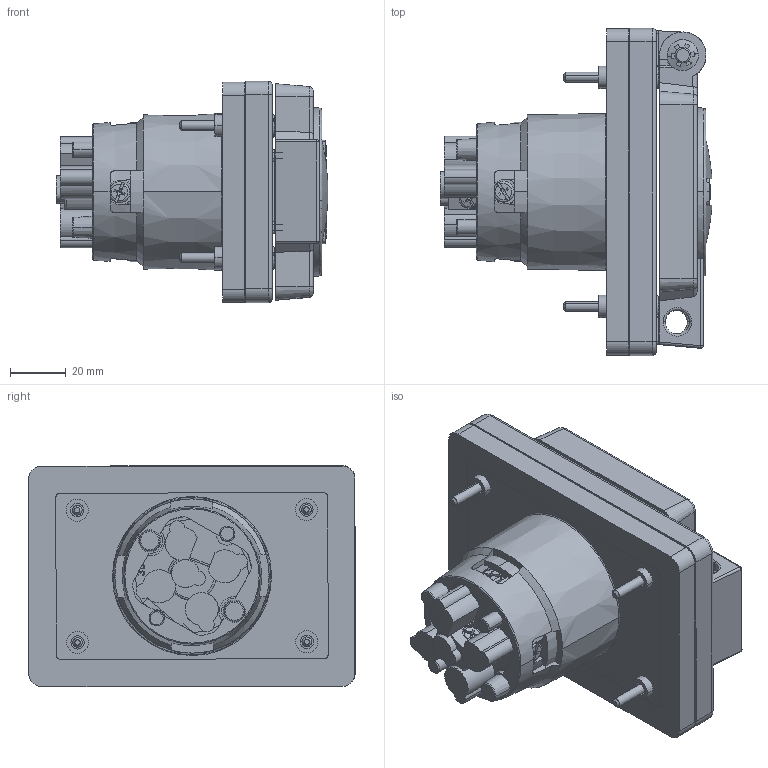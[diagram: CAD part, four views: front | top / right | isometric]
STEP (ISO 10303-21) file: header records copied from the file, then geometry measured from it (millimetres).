
FILE_DESCRIPTION (( 'STEP AP214' ), '1' );
FILE_NAME ('ORC7189-M01.STEP', '2025-12-16T18:52:51', ( '' ), ( '' ), 'SwSTEP 2.0', 'SolidWorks 2024', '' );
FILE_SCHEMA (( 'AUTOMOTIVE_DESIGN' ));
Length unit declared in the file: inch
Products named in the file (1): ORC7189-M01
Bounding box: 97.91 x 117.67 x 79.68 mm (x, y, z)
Surface area: 121017.8 mm2 (no closed solid volume)
Topology: 0 solids, 27 shells, 4311 faces, 11879 edges, 7860 vertices
Faces by surface type: plane 3145, cylinder 697, bspline 224, cone 163, torus 82
Entity records: 153536 total; most frequent: CARTESIAN_POINT 47944, ORIENTED_EDGE 23722, DIRECTION 19210, EDGE_CURVE 11861, LINE 8072, VECTOR 8072, VERTEX_POINT 7860, AXIS2_PLACEMENT_3D 5569
